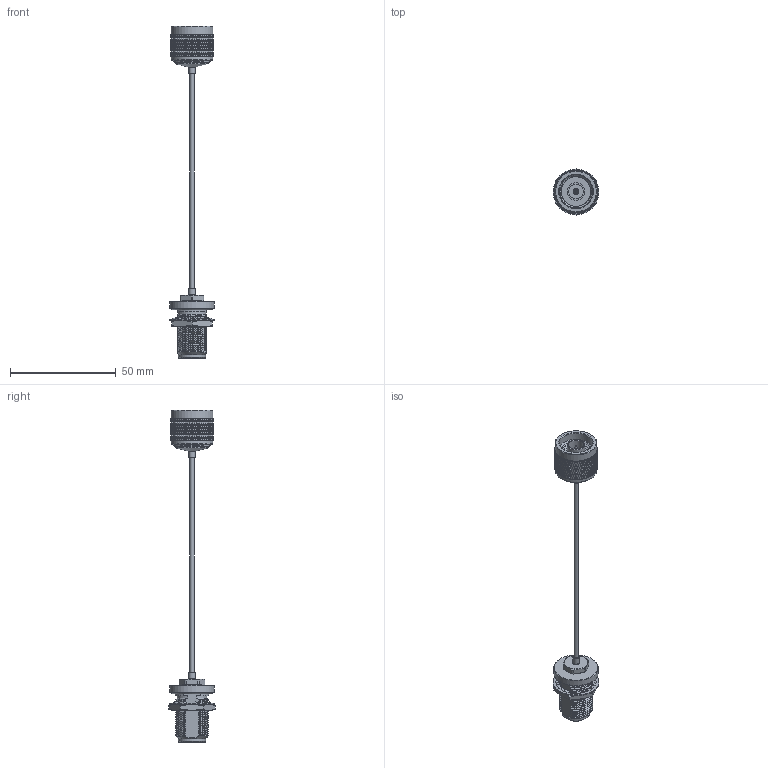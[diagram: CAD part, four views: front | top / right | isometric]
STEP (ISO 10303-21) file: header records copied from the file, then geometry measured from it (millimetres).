
FILE_DESCRIPTION (( 'STEP AP203' ), '1' );
FILE_NAME ('PE3C8482_3D.step', '2022-01-12T16:29:26', ( '' ), ( '' ), 'SwSTEP 2.0', 'SolidWorks 2021', '' );
FILE_SCHEMA (( 'CONFIG_CONTROL_DESIGN' ));
Length unit declared in the file: inch
Products named in the file (4): PE44700^PE3C8482; PE4655^PE3C8482; PE3C8482_3D; RG405U^PE3C8482_RG405
Assembly tree (3 placements, depth 2):
  PE3C8482_3D
    RG405U^PE3C8482_RG405
    PE44700^PE3C8482
    PE4655^PE3C8482
Bounding box: 21.59 x 22 x 157.21 mm (x, y, z)
Volume: 9530.1 mm3; surface area: 8108.1 mm2
Topology: 6 solids, 6 shells, 2591 faces, 5740 edges, 3176 vertices
Faces by surface type: bspline 1943, cylinder 536, plane 67, cone 42, torus 3
Full cylindrical faces by diameter (mm): 1.27 x1, 1.524 x1, 2.184 x1, 2.286 x1, 2.3 x1, 2.311 x1, 2.794 x1, 3.048 x1, 3.316 x1, 6.985 x1, 7.112 x1, 8.255 x1, 8.636 x1, 10.414 x1, 12.94 x1, 15.593 x1, 15.875 x5, 15.892 x1, 17.175 x1, 19.625 x1, 19.715 x2, 21 x1, 21.59 x1
Entity records: 168591 total; most frequent: CARTESIAN_POINT 133347, ORIENTED_EDGE 11340, EDGE_CURVE 5670, VERTEX_POINT 3152, EDGE_LOOP 2646, FACE_OUTER_BOUND 2611, ADVANCED_FACE 2586, B_SPLINE_CURVE_WITH_KNOTS 2383
